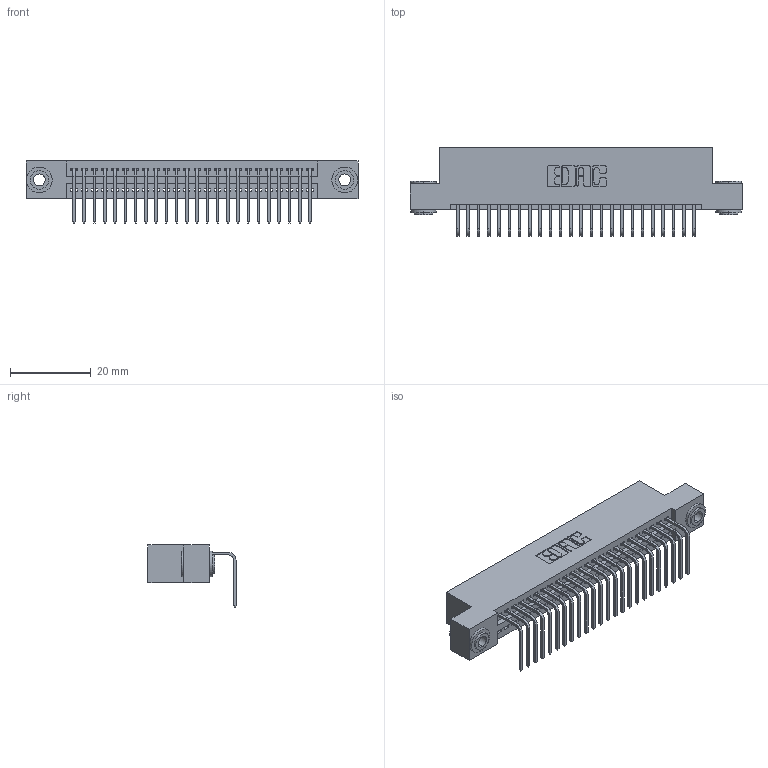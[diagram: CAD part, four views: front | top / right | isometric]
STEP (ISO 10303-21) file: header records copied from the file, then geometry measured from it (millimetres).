
FILE_DESCRIPTION (( 'STEP AP203' ), '1' );
FILE_NAME ('395-024-558-103.STEP', '2019-10-11T04:48:13', ( '' ), ( '' ), 'SwSTEP 2.0', 'SolidWorks 2016', '' );
FILE_SCHEMA (( 'CONFIG_CONTROL_DESIGN' ));
Length unit declared in the file: inch
Products named in the file (4): 345 Part_Flush Mounting Lugs - 0.156 Dia-TH; 345-292-001_558 Tail - 2; 345-250-002_345-250-002-102; 395-024-558-103
Assembly tree (27 placements, depth 2):
  395-024-558-103
    345 Part_Flush Mounting Lugs - 0.156 Dia-TH
    345-292-001_558 Tail - 2  x24
    345-250-002_345-250-002-102  x2
Bounding box: 82.17 x 21.83 x 15.37 mm (x, y, z)
Volume: 7756.4 mm3; surface area: 10747.3 mm2
Topology: 27 solids, 27 shells, 1604 faces, 4785 edges, 3154 vertices
Faces by surface type: plane 1098, cylinder 498, cone 8
Entity records: 21220 total; most frequent: CARTESIAN_POINT 3655, ORIENTED_EDGE 3606, DIRECTION 3249, EDGE_CURVE 1803, LINE 1551, VECTOR 1551, VERTEX_POINT 1198, AXIS2_PLACEMENT_3D 849
